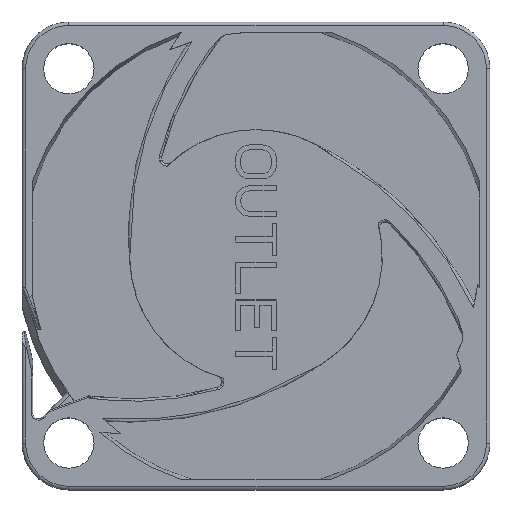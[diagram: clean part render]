
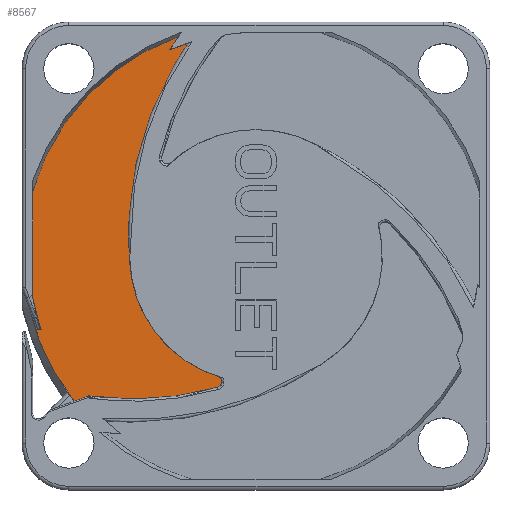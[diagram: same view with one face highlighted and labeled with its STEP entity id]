
A CAD part, top view. The second image highlights one B-rep face of the part: STEP entity #8567.
In plain terms, the highlighted planar face has unit normal (0, 0, 1).
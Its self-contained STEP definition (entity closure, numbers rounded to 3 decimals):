
#482=CARTESIAN_POINT('',(0.,0.,-1.));
#483=DIRECTION('',(0.,0.,1.));
#484=DIRECTION('',(-0.995,-0.102,0.));
#485=AXIS2_PLACEMENT_3D('',#482,#483,#484);
#487=CARTESIAN_POINT('',(-2.378,-11.251,
-1.));
#488=CARTESIAN_POINT('',(-2.397,-11.267,
-1.));
#489=CARTESIAN_POINT('',(-2.439,-11.294,
-1.));
#490=CARTESIAN_POINT('',(-2.511,-11.329,
-1.));
#491=CARTESIAN_POINT('',(-2.564,-11.348,
-1.));
#492=CARTESIAN_POINT('',(-2.592,-11.357,
-1.));
#494=CARTESIAN_POINT('',(-10.539,14.592,
-1.));
#495=DIRECTION('',(0.,0.,-1.));
#496=DIRECTION('',(0.293,-0.956,0.));
#497=AXIS2_PLACEMENT_3D('',#494,#495,#496);
#499=CARTESIAN_POINT('',(-14.071,-12.316,
-1.));
#500=CARTESIAN_POINT('',(-14.141,-12.306,
-1.));
#501=CARTESIAN_POINT('',(-14.277,-12.277,
-1.));
#502=CARTESIAN_POINT('',(-14.468,-12.208,
-1.));
#503=CARTESIAN_POINT('',(-14.591,-12.146,
-1.));
#504=CARTESIAN_POINT('',(-14.651,-12.11,
-1.));
#506=DIRECTION('',(-0.94,-0.342,0.));
#507=VECTOR('',#506,0.931);
#508=CARTESIAN_POINT('',(-14.651,-12.11,
-1.));
#509=LINE('',#508,#507);
#510=CARTESIAN_POINT('',(0.,0.,-1.));
#511=DIRECTION('',(0.,0.,-1.));
#512=DIRECTION('',(-0.781,-0.625,0.));
#513=AXIS2_PLACEMENT_3D('',#510,#511,#512);
#515=DIRECTION('',(0.342,-0.94,0.));
#516=VECTOR('',#515,0.842);
#517=CARTESIAN_POINT('',(-19.388,-4.427,-1.));
#518=LINE('',#517,#516);
#519=CARTESIAN_POINT('',(0.,0.,-1.));
#520=DIRECTION('',(0.,0.,1.));
#521=DIRECTION('',(-0.965,-0.264,0.));
#522=AXIS2_PLACEMENT_3D('',#519,#520,#521);
#524=CARTESIAN_POINT('',(-18.898,-5.908,
-1.));
#525=CARTESIAN_POINT('',(-18.886,-5.945,
-1.));
#526=CARTESIAN_POINT('',(-18.861,-6.013,
-1.));
#527=CARTESIAN_POINT('',(-18.817,-6.099,
-1.));
#528=CARTESIAN_POINT('',(-18.77,-6.171,
-1.));
#529=CARTESIAN_POINT('',(-18.72,-6.229,
-1.));
#530=CARTESIAN_POINT('',(-18.669,-6.274,
-1.));
#531=CARTESIAN_POINT('',(-18.619,-6.306,
-1.));
#532=CARTESIAN_POINT('',(-18.57,-6.326,
-1.));
#533=CARTESIAN_POINT('',(-18.524,-6.335,
-1.));
#534=CARTESIAN_POINT('',(-18.481,-6.334,
-1.));
#535=CARTESIAN_POINT('',(-18.454,-6.328,
-1.));
#536=CARTESIAN_POINT('',(-18.442,-6.323,
-1.));
#538=DIRECTION('',(0.94,0.342,0.));
#539=VECTOR('',#538,0.066);
#540=CARTESIAN_POINT('',(-18.442,-6.323,
-1.));
#541=LINE('',#540,#539);
#542=CARTESIAN_POINT('',(0.,0.,-1.));
#543=DIRECTION('',(0.,0.,-1.));
#544=DIRECTION('',(-0.946,-0.324,0.));
#545=AXIS2_PLACEMENT_3D('',#542,#543,#544);
#547=DIRECTION('',(0.,1.,0.));
#548=VECTOR('',#547,9.103);
#549=CARTESIAN_POINT('',(-19.1,-3.564,-1.));
#550=LINE('',#549,#548);
#551=CARTESIAN_POINT('',(0.,0.,-1.));
#552=DIRECTION('',(0.,0.,-1.));
#553=DIRECTION('',(-0.96,0.279,0.));
#554=AXIS2_PLACEMENT_3D('',#551,#552,#553);
#556=CARTESIAN_POINT('',(17.907,1.831,-1.));
#557=DIRECTION('',(0.,0.,1.));
#558=DIRECTION('',(-0.823,0.568,0.));
#559=AXIS2_PLACEMENT_3D('',#556,#557,#558);
#561=CARTESIAN_POINT('',(0.,0.,-1.));
#562=DIRECTION('',(0.,0.,-1.));
#563=DIRECTION('',(-0.386,0.923,0.));
#564=AXIS2_PLACEMENT_3D('',#561,#562,#563);
#566=CARTESIAN_POINT('',(17.907,1.831,-1.));
#567=DIRECTION('',(0.,0.,1.));
#568=DIRECTION('',(-0.823,0.568,0.));
#569=AXIS2_PLACEMENT_3D('',#566,#567,#568);
#571=CARTESIAN_POINT('',(17.907,1.831,-1.));
#572=DIRECTION('',(0.,0.,1.));
#573=DIRECTION('',(-0.866,0.5,0.));
#574=AXIS2_PLACEMENT_3D('',#571,#572,#573);
#586=CARTESIAN_POINT('',(-2.378,-11.251,
-1.));
#587=CARTESIAN_POINT('',(-2.358,-11.236,
-1.));
#588=CARTESIAN_POINT('',(-2.323,-11.204,
-1.));
#589=CARTESIAN_POINT('',(-2.287,-11.155,
-1.));
#590=CARTESIAN_POINT('',(-2.262,-11.104,
-1.));
#591=CARTESIAN_POINT('',(-2.25,-11.052,
-1.));
#592=CARTESIAN_POINT('',(-2.249,-10.997,
-1.));
#593=CARTESIAN_POINT('',(-2.259,-10.937,
-1.));
#594=CARTESIAN_POINT('',(-2.284,-10.872,
-1.));
#595=CARTESIAN_POINT('',(-2.323,-10.803,
-1.));
#596=CARTESIAN_POINT('',(-2.377,-10.733,
-1.));
#597=CARTESIAN_POINT('',(-2.447,-10.66,-1.));
#598=CARTESIAN_POINT('',(-2.533,-10.588,-1.));
#599=CARTESIAN_POINT('',(-2.64,-10.515,
-1.));
#600=CARTESIAN_POINT('',(-2.77,-10.447,
-1.));
#601=CARTESIAN_POINT('',(-2.862,-10.414,
-1.));
#602=CARTESIAN_POINT('',(-2.91,-10.401,
-1.));
#6766=CARTESIAN_POINT('',(-19.388,-4.427,-1.));
#6767=VERTEX_POINT('',#6766);
#6768=CARTESIAN_POINT('',(-15.525,-12.428,-1.));
#6769=VERTEX_POINT('',#6768);
#6872=CARTESIAN_POINT('',(-14.651,-12.11,
-1.));
#6873=VERTEX_POINT('',#6872);
#6936=CARTESIAN_POINT('',(-10.744,-1.099,-1.));
#6937=CARTESIAN_POINT('',(-2.91,-10.401,-1.));
#6938=VERTEX_POINT('',#6936);
#6939=VERTEX_POINT('',#6937);
#6940=VERTEX_POINT('',#586);
#6941=VERTEX_POINT('',#492);
#6942=CARTESIAN_POINT('',(-14.071,-12.316,
-1.));
#6943=VERTEX_POINT('',#6942);
#6944=CARTESIAN_POINT('',(-19.1,-5.218,-1.));
#6945=VERTEX_POINT('',#6944);
#6946=CARTESIAN_POINT('',(-18.898,-5.908,-1.));
#6947=VERTEX_POINT('',#6946);
#6948=VERTEX_POINT('',#536);
#6949=CARTESIAN_POINT('',(-18.38,-6.301,
-1.));
#6950=VERTEX_POINT('',#6949);
#6951=CARTESIAN_POINT('',(-19.1,-3.564,-1.));
#6952=VERTEX_POINT('',#6951);
#6953=CARTESIAN_POINT('',(-19.1,5.539,-1.));
#6954=VERTEX_POINT('',#6953);
#6955=CARTESIAN_POINT('',(-6.624,18.752,
-1.));
#6956=VERTEX_POINT('',#6955);
#6957=CARTESIAN_POINT('',(-7.365,17.623,-1.));
#6958=VERTEX_POINT('',#6957);
#6959=CARTESIAN_POINT('',(-5.788,18.202,-1.));
#6960=VERTEX_POINT('',#6959);
#6961=CARTESIAN_POINT('',(-7.035,16.231,-1.));
#6962=VERTEX_POINT('',#6961);
#8525=CARTESIAN_POINT('',(0.,0.,-1.));
#8526=DIRECTION('',(0.,0.,-1.));
#8527=DIRECTION('',(-0.707,0.707,0.));
#8528=AXIS2_PLACEMENT_3D('',#8525,#8526,#8527);
#8529=PLANE('',#8528);
#8530=ORIENTED_EDGE('',*,*,#8504,.T.);
#8532=ORIENTED_EDGE('',*,*,#8531,.F.);
#8534=ORIENTED_EDGE('',*,*,#8533,.T.);
#8536=ORIENTED_EDGE('',*,*,#8535,.T.);
#8538=ORIENTED_EDGE('',*,*,#8537,.T.);
#8540=ORIENTED_EDGE('',*,*,#8539,.T.);
#8542=ORIENTED_EDGE('',*,*,#8541,.T.);
#8544=ORIENTED_EDGE('',*,*,#8543,.T.);
#8546=ORIENTED_EDGE('',*,*,#8545,.T.);
#8548=ORIENTED_EDGE('',*,*,#8547,.T.);
#8550=ORIENTED_EDGE('',*,*,#8549,.T.);
#8552=ORIENTED_EDGE('',*,*,#8551,.T.);
#8554=ORIENTED_EDGE('',*,*,#8553,.T.);
#8556=ORIENTED_EDGE('',*,*,#8555,.T.);
#8558=ORIENTED_EDGE('',*,*,#8557,.T.);
#8560=ORIENTED_EDGE('',*,*,#8559,.T.);
#8562=ORIENTED_EDGE('',*,*,#8561,.T.);
#8564=ORIENTED_EDGE('',*,*,#8563,.T.);
#8565=EDGE_LOOP('',(#8530,#8532,#8534,#8536,#8538,#8540,#8542,#8544,#8546,#8548,
#8550,#8552,#8554,#8556,#8558,#8560,#8562,#8564));
#8566=FACE_OUTER_BOUND('',#8565,.F.);
#8567=ADVANCED_FACE('',(#8566),#8529,.F.);
#486=CIRCLE('',#485,10.8);
#493=B_SPLINE_CURVE_WITH_KNOTS('',3,(#487,#488,#489,#490,#491,#492),
.UNSPECIFIED.,.F.,.F.,(4,1,1,4),(0.,0.333,0.667,1.),
.UNSPECIFIED.);
#498=CIRCLE('',#497,27.139);
#505=B_SPLINE_CURVE_WITH_KNOTS('',3,(#499,#500,#501,#502,#503,#504),
.UNSPECIFIED.,.F.,.F.,(4,1,1,4),(0.,0.333,0.667,1.),
.UNSPECIFIED.);
#514=CIRCLE('',#513,19.887);
#523=CIRCLE('',#522,19.8);
#537=B_SPLINE_CURVE_WITH_KNOTS('',3,(#524,#525,#526,#527,#528,#529,#530,#531,
#532,#533,#534,#535,#536),.UNSPECIFIED.,.F.,.F.,(4,1,1,1,1,1,1,1,1,1,4),(0.,
0.1,0.2,0.3,0.4,0.5,0.6,0.7,0.8,0.9,1.),.UNSPECIFIED.);
#546=CIRCLE('',#545,19.43);
#555=CIRCLE('',#554,19.887);
#560=CIRCLE('',#559,29.8);
#565=CIRCLE('',#564,19.1);
#570=CIRCLE('',#569,28.8);
#575=CIRCLE('',#574,28.8);
#603=B_SPLINE_CURVE_WITH_KNOTS('',3,(#586,#587,#588,#589,#590,#591,#592,#593,
#594,#595,#596,#597,#598,#599,#600,#601,#602),.UNSPECIFIED.,.F.,.F.,(4,1,1,1,1,
1,1,1,1,1,1,1,1,1,4),(0.,0.071,0.143,
0.214,0.286,0.357,0.429,0.5,
0.571,0.643,0.714,0.786,
0.857,0.929,1.),.UNSPECIFIED.);
#8504=EDGE_CURVE('',#6938,#6939,#486,.T.);
#8531=EDGE_CURVE('',#6940,#6939,#603,.T.);
#8533=EDGE_CURVE('',#6940,#6941,#493,.T.);
#8535=EDGE_CURVE('',#6941,#6943,#498,.T.);
#8537=EDGE_CURVE('',#6943,#6873,#505,.T.);
#8539=EDGE_CURVE('',#6873,#6769,#509,.T.);
#8541=EDGE_CURVE('',#6769,#6767,#514,.T.);
#8543=EDGE_CURVE('',#6767,#6945,#518,.T.);
#8545=EDGE_CURVE('',#6945,#6947,#523,.T.);
#8547=EDGE_CURVE('',#6947,#6948,#537,.T.);
#8549=EDGE_CURVE('',#6948,#6950,#541,.T.);
#8551=EDGE_CURVE('',#6950,#6952,#546,.T.);
#8553=EDGE_CURVE('',#6952,#6954,#550,.T.);
#8555=EDGE_CURVE('',#6954,#6956,#555,.T.);
#8557=EDGE_CURVE('',#6956,#6958,#560,.T.);
#8559=EDGE_CURVE('',#6958,#6960,#565,.T.);
#8561=EDGE_CURVE('',#6960,#6962,#570,.T.);
#8563=EDGE_CURVE('',#6962,#6938,#575,.T.);
